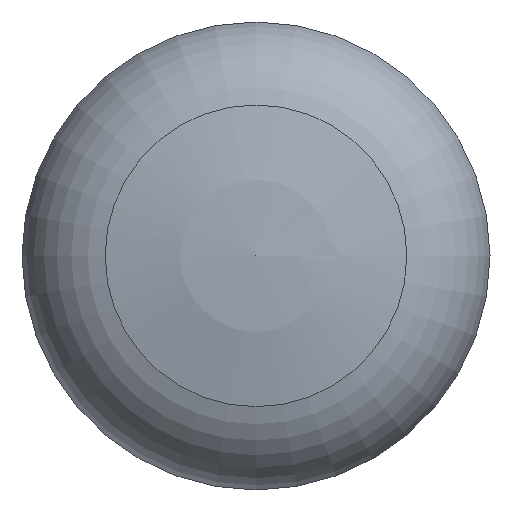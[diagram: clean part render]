
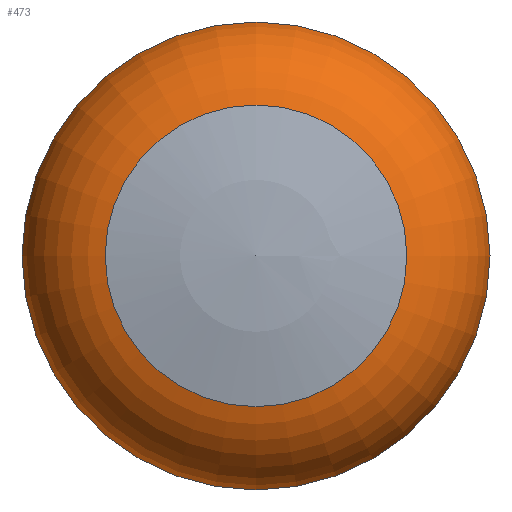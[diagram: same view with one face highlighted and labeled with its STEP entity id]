
A CAD part, top view. The second image highlights one B-rep face of the part: STEP entity #473.
In plain terms, the highlighted toroidal (fillet/blend) face has major radius 2.133 mm and minor radius 1.9 mm.
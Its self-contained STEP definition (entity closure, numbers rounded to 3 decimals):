
#15=TOROIDAL_SURFACE('',#521,2.133,1.9);
#28=FACE_BOUND('',#125,.T.);
#58=CIRCLE('',#520,2.579);
#59=CIRCLE('',#522,4.);
#88=FACE_OUTER_BOUND('',#124,.T.);
#124=EDGE_LOOP('',(#420));
#125=EDGE_LOOP('',(#421));
#239=VERTEX_POINT('',#1325);
#240=VERTEX_POINT('',#1328);
#301=EDGE_CURVE('',#239,#239,#58,.T.);
#302=EDGE_CURVE('',#240,#240,#59,.T.);
#420=ORIENTED_EDGE('',*,*,#301,.T.);
#421=ORIENTED_EDGE('',*,*,#302,.F.);
#473=ADVANCED_FACE('',(#88,#28),#15,.T.);
#520=AXIS2_PLACEMENT_3D('',#1326,#640,#641);
#521=AXIS2_PLACEMENT_3D('',#1327,#642,#643);
#522=AXIS2_PLACEMENT_3D('',#1329,#644,#645);
#640=DIRECTION('center_axis',(0.,0.,-1.));
#641=DIRECTION('ref_axis',(1.,0.,0.));
#642=DIRECTION('center_axis',(0.,0.,-1.));
#643=DIRECTION('ref_axis',(-1.,0.,0.));
#644=DIRECTION('center_axis',(0.,0.,-1.));
#645=DIRECTION('ref_axis',(1.,0.,0.));
#1325=CARTESIAN_POINT('',(-2.579,0.,4.329));
#1326=CARTESIAN_POINT('Origin',(0.,0.,4.329));
#1327=CARTESIAN_POINT('Origin',(0.,0.,2.482));
#1328=CARTESIAN_POINT('',(-4.,0.,2.835));
#1329=CARTESIAN_POINT('Origin',(0.,0.,2.835));
